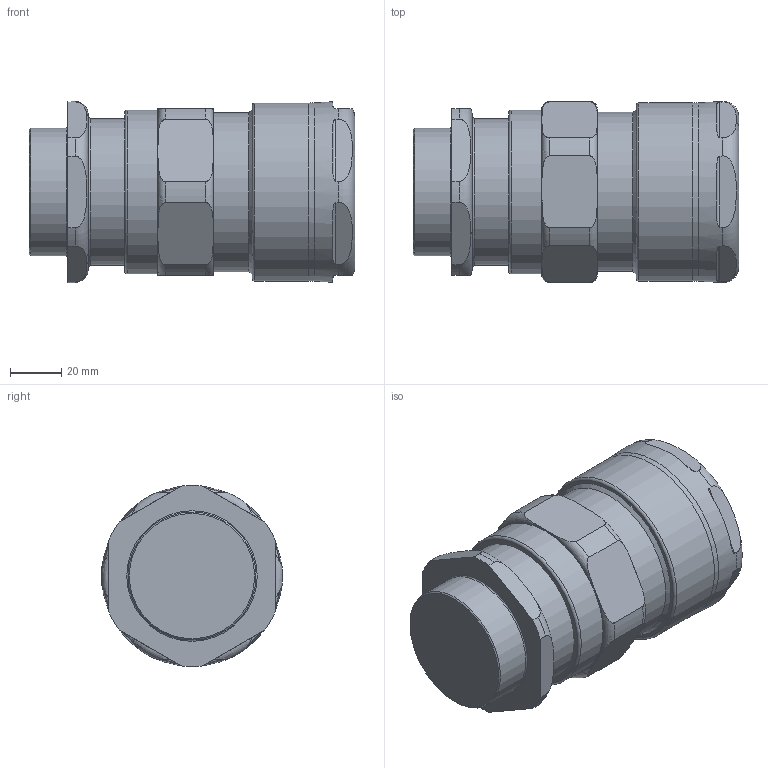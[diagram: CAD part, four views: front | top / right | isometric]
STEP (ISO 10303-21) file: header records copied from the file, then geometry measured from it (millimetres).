
FILE_DESCRIPTION(/* description */ (''),/* implementation_level */ '2;1');
FILE_NAME(/* name */ '153_RAC_X D.stp',/* time_stamp */ '2021-03-12T12:50:09+05:00',/* author */ ('vinaykumark'),/* organization */ (''),/* preprocessor_version */ 'ST-DEVELOPER v18',/* originating_system */ 'Autodesk Inventor 2020',/* authorisation */ '');
FILE_SCHEMA (('AUTOMOTIVE_DESIGN { 1 0 10303 214 3 1 1 }'));
Length unit declared in the file: inch
Products named in the file (1): 153_RAC_X D
Bounding box: 127.19 x 70.76 x 70.77 mm (x, y, z)
Volume: 604937.5 mm3; surface area: 113685.5 mm2
Topology: 10 solids, 10 shells, 744 faces, 2096 edges, 1376 vertices
Faces by surface type: plane 240, torus 203, cone 163, cylinder 138
Full cylindrical faces by diameter (mm): 44.5 x1, 50 x1, 52.6 x1, 53.25 x1, 54.15 x2, 56.4 x1, 56.5 x1, 57.2 x3, 57.4 x1, 57.45 x1, 60.325 x1, 62.08 x1, 62.2 x1, 63 x1, 63.95 x1, 65 x1, 69.6 x1
Entity records: 29139 total; most frequent: CARTESIAN_POINT 9788, ORIENTED_EDGE 4192, DIRECTION 3791, EDGE_CURVE 2096, AXIS2_PLACEMENT_3D 1617, VERTEX_POINT 1376, CIRCLE 872, STYLED_ITEM 753
